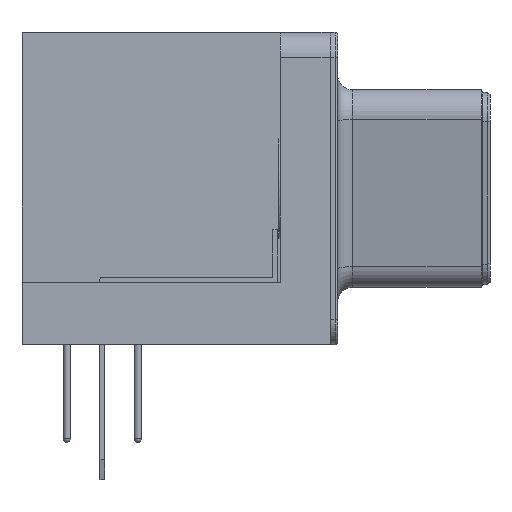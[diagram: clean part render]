
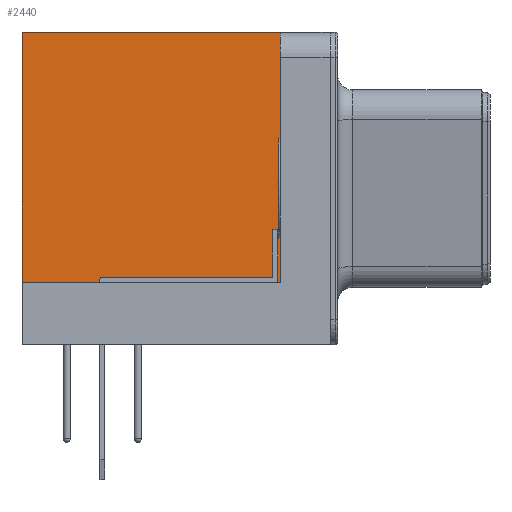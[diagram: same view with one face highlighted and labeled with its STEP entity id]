
A CAD part, left-side view. The second image highlights one B-rep face of the part: STEP entity #2440.
In plain terms, the highlighted planar face has unit normal (-1, 0, 0).
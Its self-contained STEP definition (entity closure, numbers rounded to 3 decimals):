
#1821 = VERTEX_POINT('',#1822);
#1822 = CARTESIAN_POINT('',(-15.44,1.8,12.5));
#1828 = EDGE_CURVE('',#1829,#1821,#1831,.T.);
#1829 = VERTEX_POINT('',#1830);
#1830 = CARTESIAN_POINT('',(-15.44,-8.54,12.5));
#1831 = LINE('',#1832,#1833);
#1832 = CARTESIAN_POINT('',(-15.44,-9.54,12.5));
#1833 = VECTOR('',#1834,1.);
#1834 = DIRECTION('',(0.,1.,0.));
#2350 = VERTEX_POINT('',#2351);
#2351 = CARTESIAN_POINT('',(-15.44,-8.54,2.5));
#2357 = EDGE_CURVE('',#2350,#1829,#2358,.T.);
#2358 = LINE('',#2359,#2360);
#2359 = CARTESIAN_POINT('',(-15.44,-8.54,2.5));
#2360 = VECTOR('',#2361,1.);
#2361 = DIRECTION('',(0.,0.,1.));
#2440 = ADVANCED_FACE('',(#2441),#2459,.F.);
#2441 = FACE_BOUND('',#2442,.F.);
#2442 = EDGE_LOOP('',(#2443,#2444,#2452,#2458));
#2443 = ORIENTED_EDGE('',*,*,#2357,.F.);
#2444 = ORIENTED_EDGE('',*,*,#2445,.T.);
#2445 = EDGE_CURVE('',#2350,#2446,#2448,.T.);
#2446 = VERTEX_POINT('',#2447);
#2447 = CARTESIAN_POINT('',(-15.44,1.8,2.5));
#2448 = LINE('',#2449,#2450);
#2449 = CARTESIAN_POINT('',(-15.44,-8.54,2.5));
#2450 = VECTOR('',#2451,1.);
#2451 = DIRECTION('',(0.,1.,0.));
#2452 = ORIENTED_EDGE('',*,*,#2453,.T.);
#2453 = EDGE_CURVE('',#2446,#1821,#2454,.T.);
#2454 = LINE('',#2455,#2456);
#2455 = CARTESIAN_POINT('',(-15.44,1.8,4.375));
#2456 = VECTOR('',#2457,1.);
#2457 = DIRECTION('',(0.,0.,1.));
#2458 = ORIENTED_EDGE('',*,*,#1828,.F.);
#2459 = PLANE('',#2460);
#2460 = AXIS2_PLACEMENT_3D('',#2461,#2462,#2463);
#2461 = CARTESIAN_POINT('',(-15.44,-8.54,2.5));
#2462 = DIRECTION('',(1.,0.,0.));
#2463 = DIRECTION('',(0.,0.,1.));
